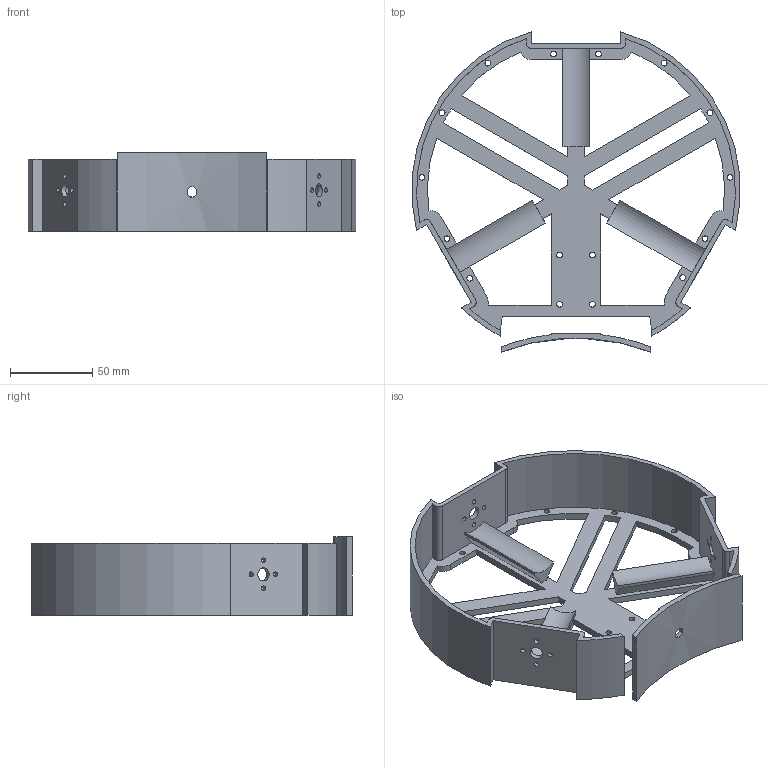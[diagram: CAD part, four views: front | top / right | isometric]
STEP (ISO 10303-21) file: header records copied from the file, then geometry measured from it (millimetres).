
FILE_DESCRIPTION(('STEP AP242'), '1');
FILE_NAME('昢膼瘔', '', ('UNSPECIFIED'), ('UNSPECIFIED'), 'C3D Converter', 'C3D Toolkit', '');
FILE_SCHEMA(('AP242_MANAGED_MODEL_BASED_3D_ENGINEERING_MIM_LF { 1 0 10303 442 1 1 4 }'));
Length unit declared in the file: millimetre
Bounding box: 199.42 x 194.8 x 48 mm (x, y, z)
Volume: 147208 mm3; surface area: 97153.4 mm2
Topology: 2 solids, 2 shells, 145 faces, 421 edges, 280 vertices
Faces by surface type: plane 80, cylinder 65
Full cylindrical faces by diameter (mm): 3 x12, 3.5 x16, 8 x3
Entity records: 4861 total; most frequent: CARTESIAN_POINT 828, DIRECTION 808, ORIENTED_EDGE 780, EDGE_CURVE 390, VERTEX_POINT 280, AXIS2_PLACEMENT_3D 276, EDGE_LOOP 256, LINE 256
